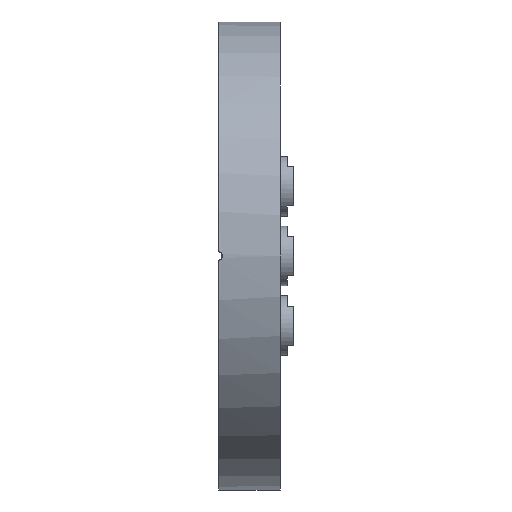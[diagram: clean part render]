
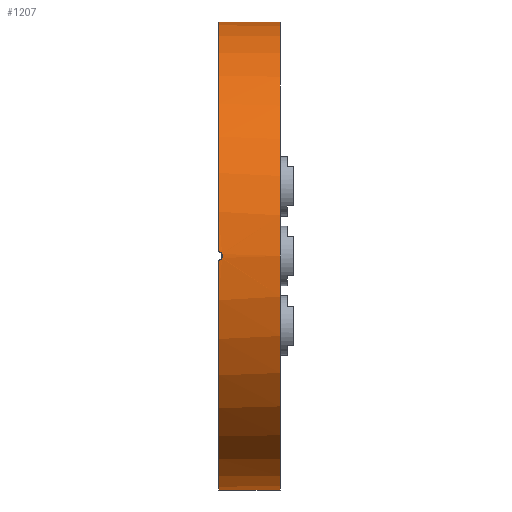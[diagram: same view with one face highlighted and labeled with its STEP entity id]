
A CAD part, left-side view. The second image highlights one B-rep face of the part: STEP entity #1207.
In plain terms, the highlighted cylindrical face has radius 57.15 mm (diameter 114.3 mm), a partial arc.
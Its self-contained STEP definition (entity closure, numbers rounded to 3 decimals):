
#16 = CARTESIAN_POINT ( 'NONE',  ( -57.141, -0.264, -1. ) ) ;
#78 = CARTESIAN_POINT ( 'NONE',  ( 0., 0., 0. ) ) ;
#95 = ORIENTED_EDGE ( 'NONE', *, *, #4044, .T. ) ;
#104 = CARTESIAN_POINT ( 'NONE',  ( 0., 0., 0. ) ) ;
#122 = AXIS2_PLACEMENT_3D ( 'NONE', #78, #2397, #406 ) ;
#128 = DIRECTION ( 'NONE',  ( 0., 1., 0. ) ) ;
#139 = EDGE_CURVE ( 'NONE', #3389, #1532, #1726, .T. ) ;
#210 = CIRCLE ( 'NONE', #1946, 57.15 ) ;
#284 = ORIENTED_EDGE ( 'NONE', *, *, #2224, .F. ) ;
#323 = CARTESIAN_POINT ( 'NONE',  ( -57.143, -0.504, 0.874 ) ) ;
#336 = FACE_OUTER_BOUND ( 'NONE', #3021, .T. ) ;
#406 = DIRECTION ( 'NONE',  ( 0., 0., 1. ) ) ;
#438 = DIRECTION ( 'NONE',  ( 0., 0., 1. ) ) ;
#673 = CARTESIAN_POINT ( 'NONE',  ( -57.147, -0.799, 0.615 ) ) ;
#829 = CARTESIAN_POINT ( 'NONE',  ( 0., -15., 0. ) ) ;
#883 = EDGE_CURVE ( 'NONE', #3389, #1998, #2563, .T. ) ;
#965 = EDGE_CURVE ( 'NONE', #1532, #1326, #3183, .T. ) ;
#995 = CARTESIAN_POINT ( 'NONE',  ( -57.15, -0.974, 0.263 ) ) ;
#1120 = CYLINDRICAL_SURFACE ( 'NONE', #1571, 57.15 ) ;
#1207 = ADVANCED_FACE ( 'NONE', ( #336 ), #1120, .T. ) ;
#1253 = ORIENTED_EDGE ( 'NONE', *, *, #139, .T. ) ;
#1269 = CARTESIAN_POINT ( 'NONE',  ( -57.141, 0., 1. ) ) ;
#1309 = CARTESIAN_POINT ( 'NONE',  ( -57.141, 0., 1. ) ) ;
#1326 = VERTEX_POINT ( 'NONE', #1715 ) ;
#1329 = CARTESIAN_POINT ( 'NONE',  ( -57.15, -1., -0.13 ) ) ;
#1338 = CARTESIAN_POINT ( 'NONE',  ( 0., -15., 57.15 ) ) ;
#1425 = CARTESIAN_POINT ( 'NONE',  ( 0., -15., -57.15 ) ) ;
#1435 = DIRECTION ( 'NONE',  ( 0., 0., 1. ) ) ;
#1532 = VERTEX_POINT ( 'NONE', #1338 ) ;
#1571 = AXIS2_PLACEMENT_3D ( 'NONE', #1955, #3614, #3942 ) ;
#1663 = CARTESIAN_POINT ( 'NONE',  ( -57.148, -0.874, -0.503 ) ) ;
#1715 = CARTESIAN_POINT ( 'NONE',  ( 0., 0., 57.15 ) ) ;
#1720 = B_SPLINE_CURVE_WITH_KNOTS ( 'NONE', 3,
 ( #1309, #3962, #2325, #323, #2649, #673, #2976, #995, #3309, #1329, #3644, #1663, #3977, #1993, #16, #2333 ),
 .UNSPECIFIED., .F., .F.,
 ( 4, 2, 2, 2, 2, 2, 2, 4 ),
 ( 0., 0., 0.001, 0.001, 0.002, 0.002, 0.002, 0.003 ),
 .UNSPECIFIED. ) ;
#1726 = CIRCLE ( 'NONE', #2792, 57.15 ) ;
#1815 = CARTESIAN_POINT ( 'NONE',  ( -57.141, 0., -1. ) ) ;
#1946 = AXIS2_PLACEMENT_3D ( 'NONE', #104, #2431, #438 ) ;
#1955 = CARTESIAN_POINT ( 'NONE',  ( 0., -15., 0. ) ) ;
#1956 = CARTESIAN_POINT ( 'NONE',  ( 0., 0., -57.15 ) ) ;
#1993 = CARTESIAN_POINT ( 'NONE',  ( -57.143, -0.521, -0.893 ) ) ;
#1998 = VERTEX_POINT ( 'NONE', #1956 ) ;
#2095 = VECTOR ( 'NONE', #2493, 1000. ) ;
#2199 = ORIENTED_EDGE ( 'NONE', *, *, #883, .F. ) ;
#2224 = EDGE_CURVE ( 'NONE', #1998, #3756, #2337, .T. ) ;
#2325 = CARTESIAN_POINT ( 'NONE',  ( -57.142, -0.262, 0.974 ) ) ;
#2333 = CARTESIAN_POINT ( 'NONE',  ( -57.141, 0., -1. ) ) ;
#2337 = CIRCLE ( 'NONE', #122, 57.15 ) ;
#2397 = DIRECTION ( 'NONE',  ( 0., 1., 0. ) ) ;
#2431 = DIRECTION ( 'NONE',  ( 0., 1., 0. ) ) ;
#2493 = DIRECTION ( 'NONE',  ( 0., 1., 0. ) ) ;
#2563 = LINE ( 'NONE', #1425, #3952 ) ;
#2649 = CARTESIAN_POINT ( 'NONE',  ( -57.144, -0.615, 0.799 ) ) ;
#2654 = ORIENTED_EDGE ( 'NONE', *, *, #3067, .F. ) ;
#2792 = AXIS2_PLACEMENT_3D ( 'NONE', #829, #128, #1435 ) ;
#2976 = CARTESIAN_POINT ( 'NONE',  ( -57.148, -0.874, 0.503 ) ) ;
#3021 = EDGE_LOOP ( 'NONE', ( #2199, #1253, #3527, #2654, #95, #284 ) ) ;
#3067 = EDGE_CURVE ( 'NONE', #3401, #1326, #210, .T. ) ;
#3085 = DIRECTION ( 'NONE',  ( 0., 1., 0. ) ) ;
#3183 = LINE ( 'NONE', #3477, #2095 ) ;
#3259 = CARTESIAN_POINT ( 'NONE',  ( 0., -15., -57.15 ) ) ;
#3309 = CARTESIAN_POINT ( 'NONE',  ( -57.15, -1., 0.131 ) ) ;
#3389 = VERTEX_POINT ( 'NONE', #3259 ) ;
#3401 = VERTEX_POINT ( 'NONE', #1269 ) ;
#3477 = CARTESIAN_POINT ( 'NONE',  ( 0., -15., 57.15 ) ) ;
#3527 = ORIENTED_EDGE ( 'NONE', *, *, #965, .T. ) ;
#3614 = DIRECTION ( 'NONE',  ( 0., 1., 0. ) ) ;
#3644 = CARTESIAN_POINT ( 'NONE',  ( -57.15, -0.974, -0.261 ) ) ;
#3756 = VERTEX_POINT ( 'NONE', #1815 ) ;
#3942 = DIRECTION ( 'NONE',  ( 0., 0., 1. ) ) ;
#3952 = VECTOR ( 'NONE', #3085, 1000. ) ;
#3962 = CARTESIAN_POINT ( 'NONE',  ( -57.141, -0.132, 1. ) ) ;
#3977 = CARTESIAN_POINT ( 'NONE',  ( -57.147, -0.801, -0.613 ) ) ;
#4044 = EDGE_CURVE ( 'NONE', #3401, #3756, #1720, .T. ) ;
